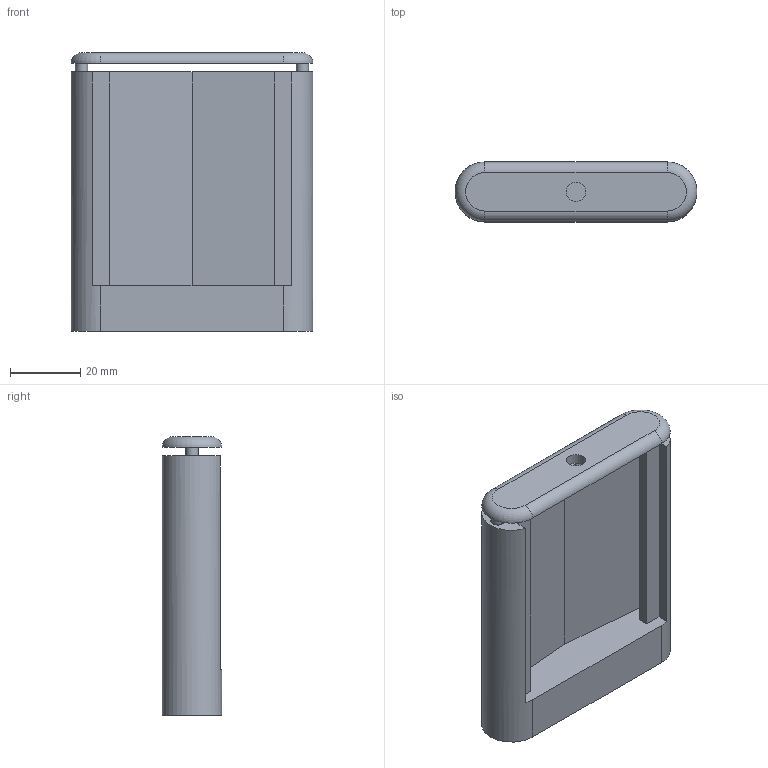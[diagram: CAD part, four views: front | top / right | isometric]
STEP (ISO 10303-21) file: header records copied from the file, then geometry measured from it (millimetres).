
FILE_DESCRIPTION(/* description */ (''),/* implementation_level */ '2;1');
FILE_NAME(/* name */ 'Solar Cell-LED Mount.step',/* time_stamp */ '2023-11-25T19:39:09-06:00',/* author */ (''),/* organization */ (''),/* preprocessor_version */ 'ST-DEVELOPER v20',/* originating_system */ 'Autodesk Translation Framework v12.14.0.127',/* authorisation */ '');
FILE_SCHEMA (('AUTOMOTIVE_DESIGN { 1 0 10303 214 3 1 1 }'));
Length unit declared in the file: millimetre
Products named in the file (2): (Unsaved); Solar-LED Post
Assembly tree (1 placements, depth 2):
  (Unsaved)
    Solar-LED Post
Bounding box: 69 x 17 x 79.5 mm (x, y, z)
Volume: 45298.2 mm3; surface area: 19286.1 mm2
Topology: 2 solids, 2 shells, 36 faces, 81 edges, 54 vertices
Faces by surface type: plane 24, cylinder 10, torus 2
Full cylindrical faces by diameter (mm): 3.5 x2, 4 x2, 5.5 x1, 10.5 x1
Entity records: 1067 total; most frequent: DIRECTION 185, CARTESIAN_POINT 174, ORIENTED_EDGE 162, EDGE_CURVE 81, AXIS2_PLACEMENT_3D 65, LINE 55, VECTOR 55, VERTEX_POINT 54
